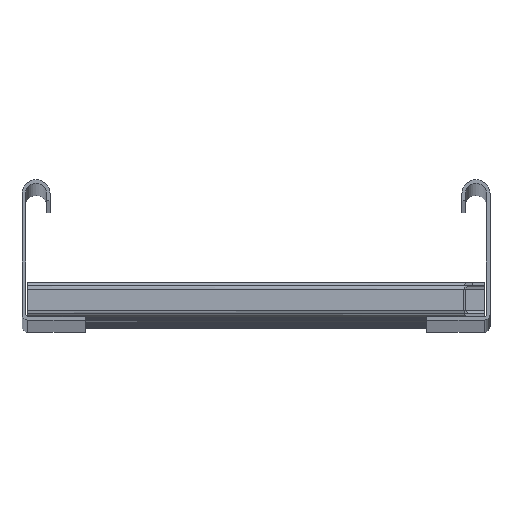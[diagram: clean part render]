
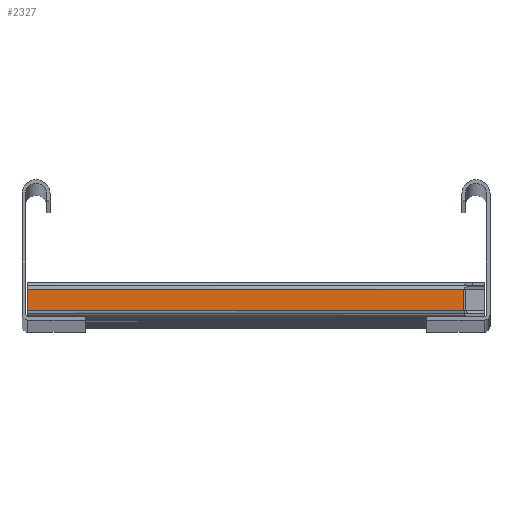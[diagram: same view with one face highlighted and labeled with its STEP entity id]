
A CAD part, top view. The second image highlights one B-rep face of the part: STEP entity #2327.
In plain terms, the highlighted face is planar.
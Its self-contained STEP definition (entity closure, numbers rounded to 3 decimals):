
#1771=DIRECTION('',(0.,0.,-1.));
#1772=VECTOR('',#1771,186.34);
#1773=CARTESIAN_POINT('',(0.,3.,
186.34));
#1774=LINE('',#1773,#1772);
#1851=DIRECTION('',(0.,1.,0.));
#1852=VECTOR('',#1851,9.);
#1853=CARTESIAN_POINT('',(0.,3.,
186.34));
#1854=LINE('',#1853,#1852);
#1855=DIRECTION('',(0.,-1.,0.));
#1856=VECTOR('',#1855,9.);
#1857=CARTESIAN_POINT('',(0.,12.,0.));
#1858=LINE('',#1857,#1856);
#1859=DIRECTION('',(0.,0.,1.));
#1860=VECTOR('',#1859,186.34);
#1861=CARTESIAN_POINT('',(0.,12.,0.));
#1862=LINE('',#1861,#1860);
#1897=CARTESIAN_POINT('',(0.,12.,0.));
#1898=VERTEX_POINT('',#1897);
#1899=CARTESIAN_POINT('',(0.,3.,0.));
#1900=VERTEX_POINT('',#1899);
#1915=CARTESIAN_POINT('',(0.,3.,
186.34));
#1916=CARTESIAN_POINT('',(0.,12.,186.34));
#1917=VERTEX_POINT('',#1915);
#1918=VERTEX_POINT('',#1916);
#2315=CARTESIAN_POINT('',(0.,0.,-300.));
#2316=DIRECTION('',(-1.,0.,0.));
#2317=DIRECTION('',(0.,1.,0.));
#2318=AXIS2_PLACEMENT_3D('',#2315,#2316,#2317);
#2319=PLANE('',#2318);
#2321=ORIENTED_EDGE('',*,*,#2320,.T.);
#2322=ORIENTED_EDGE('',*,*,#2239,.F.);
#2323=ORIENTED_EDGE('',*,*,#2224,.T.);
#2324=ORIENTED_EDGE('',*,*,#1989,.F.);
#2325=EDGE_LOOP('',(#2321,#2322,#2323,#2324));
#2326=FACE_OUTER_BOUND('',#2325,.F.);
#2327=ADVANCED_FACE('',(#2326),#2319,.T.);
#1989=EDGE_CURVE('',#1898,#1900,#1858,.T.);
#2224=EDGE_CURVE('',#1917,#1900,#1774,.T.);
#2239=EDGE_CURVE('',#1917,#1918,#1854,.T.);
#2320=EDGE_CURVE('',#1898,#1918,#1862,.T.);
